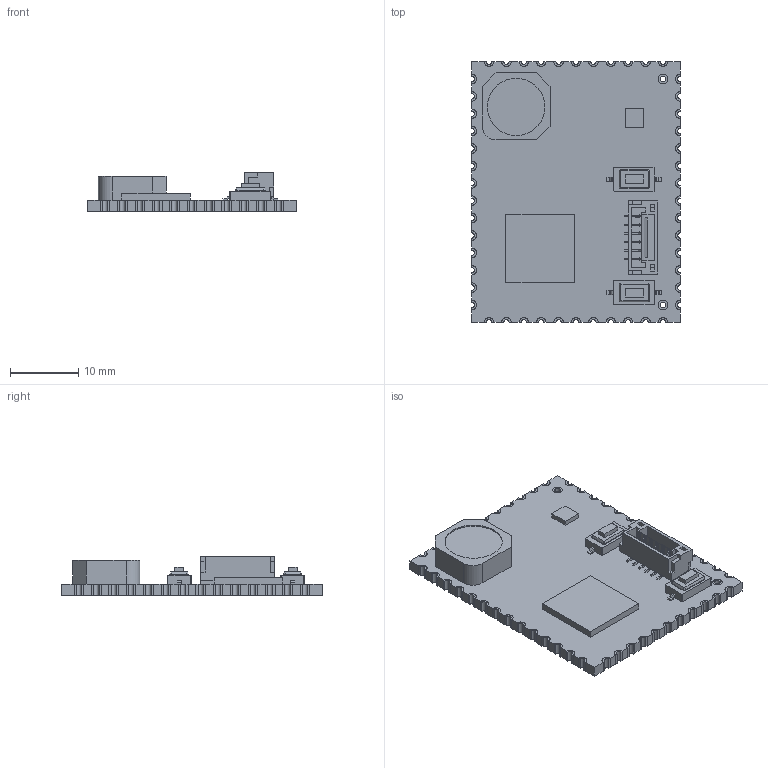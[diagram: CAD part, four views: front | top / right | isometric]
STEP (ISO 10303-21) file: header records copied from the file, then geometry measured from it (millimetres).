
FILE_DESCRIPTION(/* description */ (''),/* implementation_level */ '2;1');
FILE_NAME(/* name */ 'VBCoreG4.stp',/* time_stamp */ '2024-12-18T13:43:40+03:00',/* author */ ('Kostic'),/* organization */ (''),/* preprocessor_version */ 'ST-DEVELOPER v18.1',/* originating_system */ 'Autodesk Inventor 2022',/* authorisation */ '');
FILE_SCHEMA (('AUTOMOTIVE_DESIGN { 1 0 10303 214 3 1 1 }'));
Length unit declared in the file: millimetre
Products named in the file (4): VBCoreG4; VBcoreG474; B06MB-GHS-TBT; G73_button
Assembly tree (4 placements, depth 2):
  VBCoreG4
    VBcoreG474
    B06MB-GHS-TBT
    G73_button  x2
Bounding box: 30.5 x 38.12 x 5.66 mm (x, y, z)
Volume: 2414.1 mm3; surface area: 3378.9 mm2
Topology: 12 solids, 12 shells, 779 faces, 2069 edges, 1370 vertices
Faces by surface type: plane 631, cylinder 140, cone 8
Full cylindrical faces by diameter (mm): 0.8 x2, 1.4 x4, 8.374 x1
Entity records: 22925 total; most frequent: CARTESIAN_POINT 3924, ORIENTED_EDGE 3842, DIRECTION 3731, EDGE_CURVE 1921, LINE 1569, VECTOR 1569, VERTEX_POINT 1274, AXIS2_PLACEMENT_3D 1081
